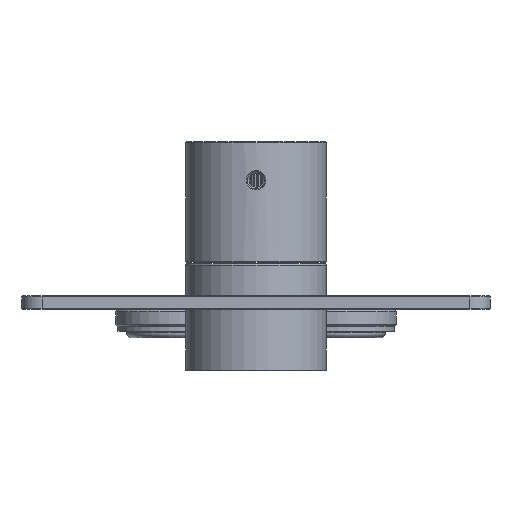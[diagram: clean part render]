
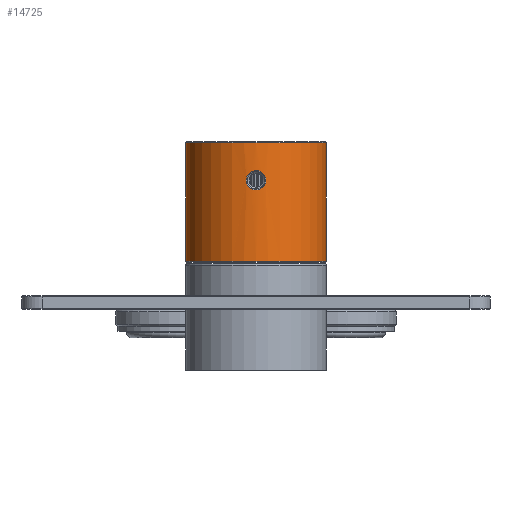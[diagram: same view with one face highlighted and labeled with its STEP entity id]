
A CAD part, front view. The second image highlights one B-rep face of the part: STEP entity #14725.
In plain terms, the highlighted cylindrical face has radius 21 mm (diameter 42 mm), a full revolution.
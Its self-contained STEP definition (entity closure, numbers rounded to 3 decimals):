
#251=B_SPLINE_CURVE_WITH_KNOTS('',3,(#24529,#24530,#24531,#24532,#24533,
#24534,#24535,#24536,#24537,#24538,#24539),.UNSPECIFIED.,.T.,.F.,(1,1,1,
1,1,1,1,1,1,1,1,1,1,1,1),(-0.007,-0.005,-0.002,
0.,0.002,0.005,0.007,
0.009,0.012,0.014,0.016,
0.018,0.021,0.023,0.025),
 .UNSPECIFIED.);
#252=B_SPLINE_CURVE_WITH_KNOTS('',3,(#24541,#24542,#24543,#24544,#24545,
#24546,#24547,#24548,#24549,#24550,#24551,#24552,#24553,#24554,#24555,#24556,
#24557,#24558,#24559),.UNSPECIFIED.,.T.,.F.,(1,1,1,1,1,1,1,1,1,1,1,1,1,
1,1,1,1,1,1,1,1,1,1),(-0.006,-0.004,-0.002,
0.,0.002,0.004,0.006,0.009,
0.011,0.013,0.015,0.017,
0.019,0.022,0.024,0.026,
0.028,0.03,0.032,0.034,
0.037,0.039,0.041),.UNSPECIFIED.);
#2462=CYLINDRICAL_SURFACE('',#15811,21.);
#4918=ORIENTED_EDGE('',*,*,#6681,.T.);
#4919=ORIENTED_EDGE('',*,*,#6682,.T.);
#4920=ORIENTED_EDGE('',*,*,#6683,.T.);
#4921=ORIENTED_EDGE('',*,*,#6684,.T.);
#6681=EDGE_CURVE('',#7788,#7788,#251,.T.);
#6682=EDGE_CURVE('',#7789,#7789,#252,.T.);
#6683=EDGE_CURVE('',#7790,#7790,#8379,.F.);
#6684=EDGE_CURVE('',#7791,#7791,#8380,.T.);
#7788=VERTEX_POINT('',#24540);
#7789=VERTEX_POINT('',#24560);
#7790=VERTEX_POINT('',#24562);
#7791=VERTEX_POINT('',#24564);
#8379=CIRCLE('',#15812,21.);
#8380=CIRCLE('',#15813,21.);
#9236=EDGE_LOOP('',(#4918));
#9237=EDGE_LOOP('',(#4919));
#9238=EDGE_LOOP('',(#4920));
#9239=EDGE_LOOP('',(#4921));
#10165=FACE_BOUND('',#9236,.T.);
#10166=FACE_BOUND('',#9237,.T.);
#10167=FACE_BOUND('',#9238,.T.);
#10168=FACE_BOUND('',#9239,.T.);
#14725=ADVANCED_FACE('',(#10165,#10166,#10167,#10168),#2462,.T.);
#15811=AXIS2_PLACEMENT_3D('',#24528,#18559,#18560);
#15812=AXIS2_PLACEMENT_3D('',#24561,#18561,#18562);
#15813=AXIS2_PLACEMENT_3D('',#24563,#18563,#18564);
#18559=DIRECTION('',(0.,-1.,0.));
#18560=DIRECTION('',(0.,0.,-1.));
#18561=DIRECTION('',(0.,1.,0.));
#18562=DIRECTION('',(0.,0.,1.));
#18563=DIRECTION('',(0.,1.,0.));
#18564=DIRECTION('',(0.,0.,1.));
#24528=CARTESIAN_POINT('',(0.,18.,0.));
#24529=CARTESIAN_POINT('',(2.294,26.784,-20.898));
#24530=CARTESIAN_POINT('',(0.,27.708,-21.051));
#24531=CARTESIAN_POINT('',(-2.295,26.783,-20.898));
#24532=CARTESIAN_POINT('',(-3.266,24.499,-20.74));
#24533=CARTESIAN_POINT('',(-2.293,22.215,-20.898));
#24534=CARTESIAN_POINT('',(0.003,21.292,-21.051));
#24535=CARTESIAN_POINT('',(2.294,22.217,-20.898));
#24536=CARTESIAN_POINT('',(3.266,24.498,-20.74));
#24537=CARTESIAN_POINT('',(2.294,26.784,-20.898));
#24538=CARTESIAN_POINT('',(0.,27.708,-21.051));
#24539=CARTESIAN_POINT('',(-2.295,26.783,-20.898));
#24540=CARTESIAN_POINT('',(0.,27.4,-21.));
#24541=CARTESIAN_POINT('',(-5.183,24.353,20.356));
#24542=CARTESIAN_POINT('',(-5.626,26.499,20.231));
#24543=CARTESIAN_POINT('',(-5.182,28.651,20.356));
#24544=CARTESIAN_POINT('',(-3.955,30.434,20.644));
#24545=CARTESIAN_POINT('',(-2.141,31.621,20.924));
#24546=CARTESIAN_POINT('',(0.004,32.04,21.038));
#24547=CARTESIAN_POINT('',(2.148,31.619,20.923));
#24548=CARTESIAN_POINT('',(3.959,30.429,20.643));
#24549=CARTESIAN_POINT('',(5.183,28.647,20.356));
#24550=CARTESIAN_POINT('',(5.626,26.496,20.231));
#24551=CARTESIAN_POINT('',(5.183,24.353,20.356));
#24552=CARTESIAN_POINT('',(3.956,22.567,20.644));
#24553=CARTESIAN_POINT('',(2.145,21.381,20.923));
#24554=CARTESIAN_POINT('',(0.004,20.96,21.038));
#24555=CARTESIAN_POINT('',(-2.14,21.378,20.924));
#24556=CARTESIAN_POINT('',(-3.957,22.568,20.644));
#24557=CARTESIAN_POINT('',(-5.183,24.353,20.356));
#24558=CARTESIAN_POINT('',(-5.626,26.499,20.231));
#24559=CARTESIAN_POINT('',(-5.182,28.651,20.356));
#24560=CARTESIAN_POINT('',(-5.478,26.5,20.273));
#24561=CARTESIAN_POINT('',(0.,35.7,0.));
#24562=CARTESIAN_POINT('',(0.,35.7,21.));
#24563=CARTESIAN_POINT('',(0.,0.3,0.));
#24564=CARTESIAN_POINT('',(0.,0.3,21.));
